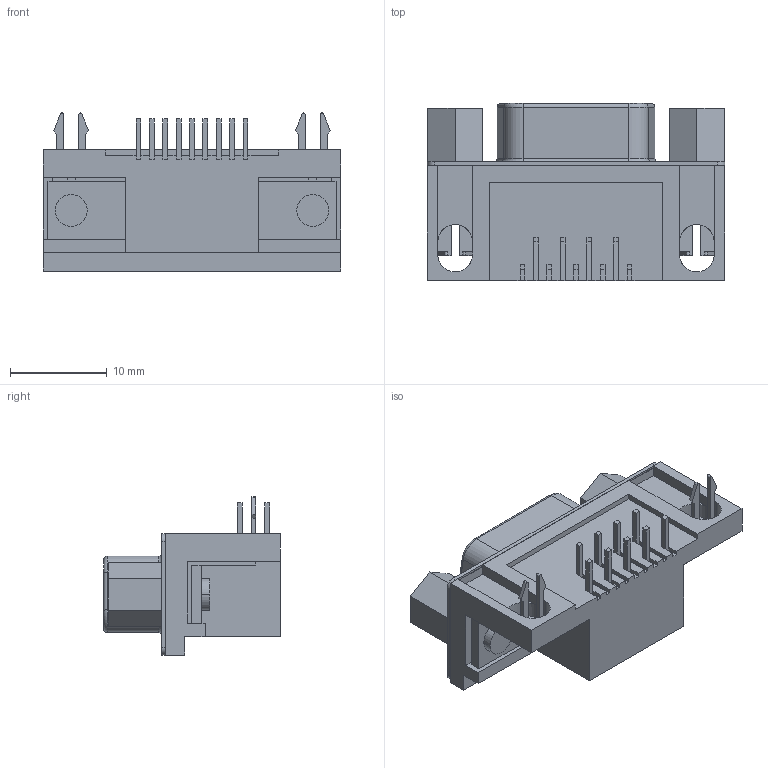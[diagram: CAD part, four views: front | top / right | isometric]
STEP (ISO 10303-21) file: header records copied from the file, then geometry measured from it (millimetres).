
FILE_DESCRIPTION((''),'2;1');
FILE_NAME('482016041','2008-11-07T',('pnb'),(''),'PRO/ENGINEER BY PARAMETRIC TECHNOLOGY CORPORATION, 2003451','PRO/ENGINEER BY PARAMETRIC TECHNOLOGY CORPORATION, 2003451','');
FILE_SCHEMA(('CONFIG_CONTROL_DESIGN'));
Length unit declared in the file: millimetre
Products named in the file (1): 482016041
Bounding box: 30.81 x 18.3 x 16.35 mm (x, y, z)
Volume: 3846.6 mm3; surface area: 3467.9 mm2
Topology: 1 solids, 3 shells, 380 faces, 1042 edges, 700 vertices
Faces by surface type: plane 280, cylinder 74, cone 18, torus 8
Entity records: 11898 total; most frequent: CARTESIAN_POINT 2067, DIRECTION 2012, ORIENTED_EDGE 2006, EDGE_CURVE 1003, VECTOR 834, LINE 834, VERTEX_POINT 644, AXIS2_PLACEMENT_3D 589
